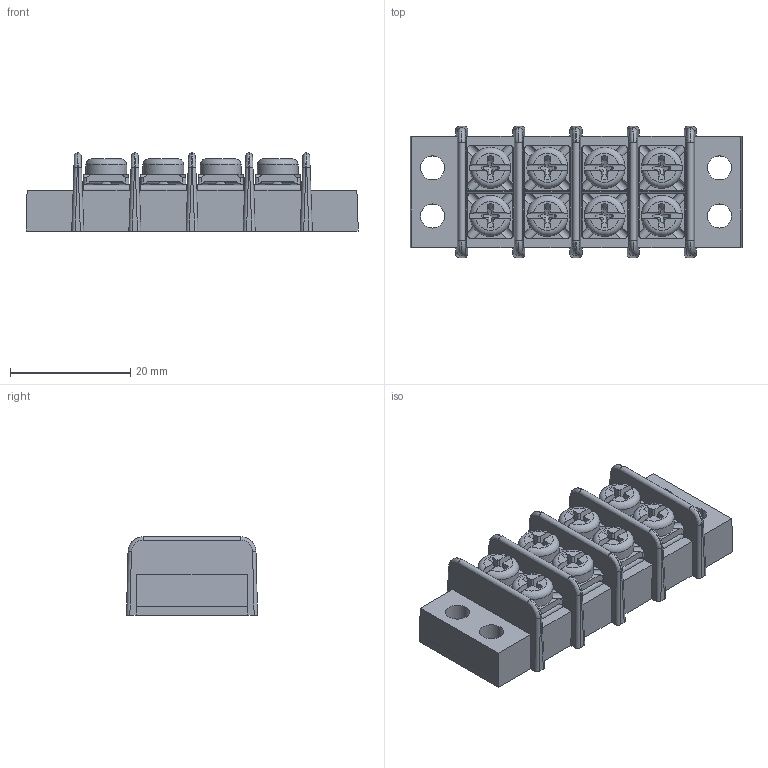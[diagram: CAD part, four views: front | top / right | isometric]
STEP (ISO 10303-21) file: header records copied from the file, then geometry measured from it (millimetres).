
FILE_DESCRIPTION( ( 'Unknown' ), '1' );
FILE_NAME( 'T64-W04.stp', 'Unknown', ( 'Unknown' ), ( 'Unknown' ), 'XStep 1.0', 'Unknown', ' ' );
FILE_SCHEMA( ( 'automotive_design' ) );
Length unit declared in the file: millimetre
Products named in the file (1): 1
Bounding box: 55.2 x 21.8 x 13 mm (x, y, z)
Volume: 9158 mm3; surface area: 7142.2 mm2
Topology: 1 solids, 1 shells, 1022 faces, 2978 edges, 1962 vertices
Faces by surface type: plane 747, cylinder 199, cone 40, bspline 20, torus 16
Full cylindrical faces by diameter (mm): 3.6 x16, 4 x4, 6.8 x8
Entity records: 35641 total; most frequent: CARTESIAN_POINT 8999, ORIENTED_EDGE 5804, DIRECTION 5320, EDGE_CURVE 2902, VERTEX_POINT 1930, LINE 1850, VECTOR 1850, AXIS2_PLACEMENT_3D 1735
